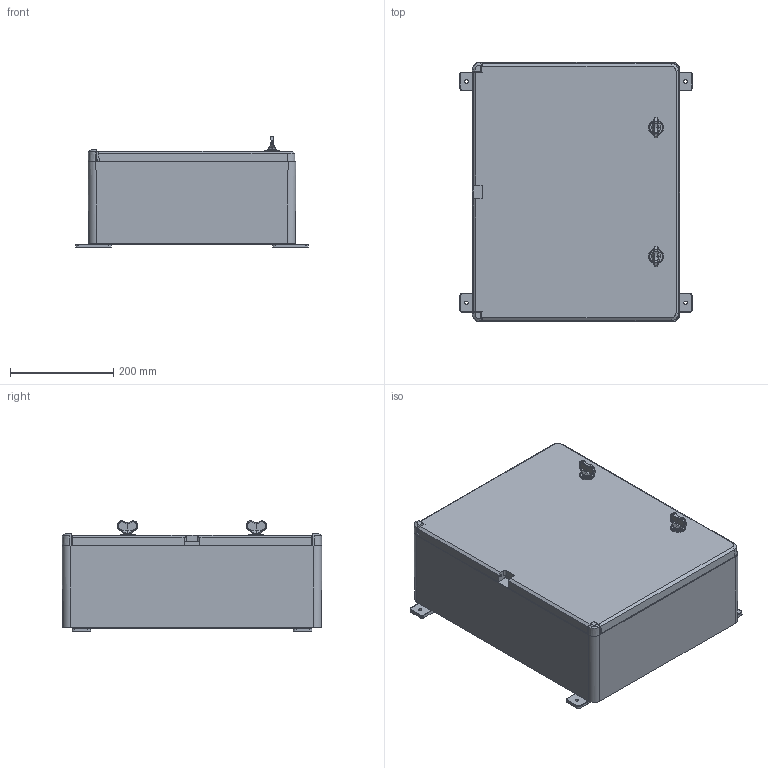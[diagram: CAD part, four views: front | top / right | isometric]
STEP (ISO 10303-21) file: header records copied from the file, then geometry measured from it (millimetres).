
FILE_DESCRIPTION (( 'STEP AP214' ), '1' );
FILE_NAME ('MKP92-N-504018-65 ÙÌÏï-ÓÕË1-IP65 IEK.STEP', '2024-03-11T11:53:33', ( '' ), ( '' ), 'SwSTEP 2.0', 'SolidWorks 2022', '' );
FILE_SCHEMA (( 'AUTOMOTIVE_DESIGN' ));
Length unit declared in the file: millimetre
Products named in the file (10): 400x500-1; 400x500x180-govde-1; anahtar-7_2; ayak-5; kilit-7; MKP92-N-504018-65 ЩМПп-УХЛ1-IP65 IEK; anahtar-7; 400x500x240kapak-1; kilit-aparat-7
Assembly tree (15 placements, depth 3):
  MKP92-N-504018-65 ЩМПп-УХЛ1-IP65 IEK
    400x500x180-govde-1
    anahtar-7  x2
      anahtar-7_2
      anahtar-7
    ayak-5  x4
    kilit-7  x2
    kilit-aparat-7  x2
    400x500x240kapak-1
    400x500-1
Bounding box: 451.6 x 504 x 214.57 mm (x, y, z)
Volume: 1301381.1 mm3; surface area: 2132530.6 mm2
Topology: 14 solids, 15 shells, 2113 faces, 5571 edges, 3586 vertices
Faces by surface type: plane 1038, cone 377, bspline 374, cylinder 324
Entity records: 71378 total; most frequent: CARTESIAN_POINT 34936, ORIENTED_EDGE 8492, DIRECTION 6022, EDGE_CURVE 4252, VERTEX_POINT 2748, VECTOR 2160, LINE 2160, AXIS2_PLACEMENT_3D 1931
